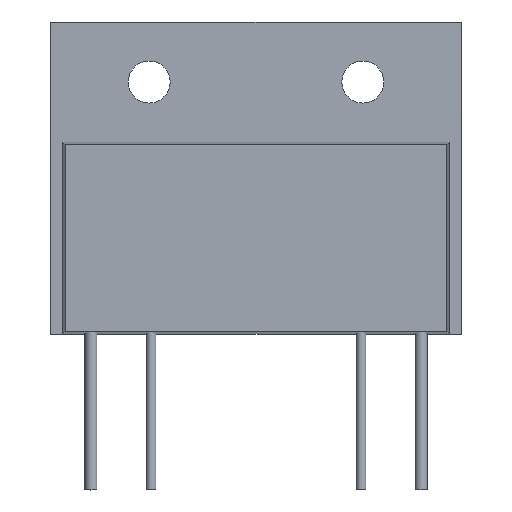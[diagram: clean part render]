
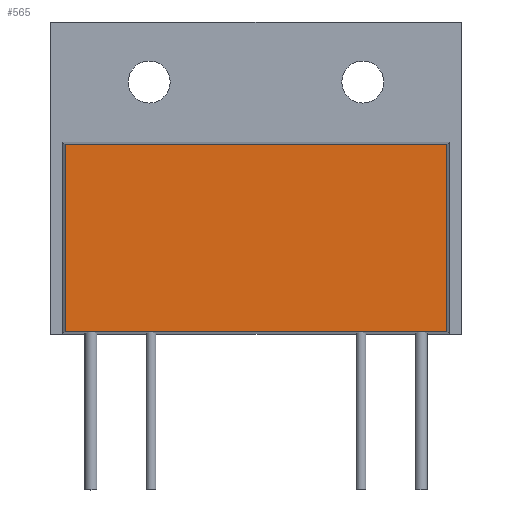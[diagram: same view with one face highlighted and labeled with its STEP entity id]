
A CAD part, top view. The second image highlights one B-rep face of the part: STEP entity #565.
In plain terms, the highlighted planar face has unit normal (0, 0, 1).
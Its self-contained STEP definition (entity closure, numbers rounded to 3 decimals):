
#435=CARTESIAN_POINT('',(15.9,8.2,2.13));
#436=VERTEX_POINT('',#435);
#437=CARTESIAN_POINT('',(-15.9,8.2,2.13));
#438=VERTEX_POINT('',#437);
#439=CARTESIAN_POINT('',(15.9,8.2,2.13));
#440=DIRECTION('',(-1.0,0.0,0.0));
#441=VECTOR('',#440,31.8);
#442=LINE('',#439,#441);
#443=EDGE_CURVE('',#436,#438,#442,.T.);
#483=CARTESIAN_POINT('',(15.9,23.8,2.13));
#484=VERTEX_POINT('',#483);
#491=CARTESIAN_POINT('',(15.9,23.8,2.13));
#492=DIRECTION('',(0.0,-1.0,0.0));
#493=VECTOR('',#492,15.6);
#494=LINE('',#491,#493);
#495=EDGE_CURVE('',#484,#436,#494,.T.);
#506=CARTESIAN_POINT('',(-15.9,23.8,2.13));
#507=VERTEX_POINT('',#506);
#508=CARTESIAN_POINT('',(-15.9,8.2,2.13));
#509=DIRECTION('',(0.0,1.0,0.0));
#510=VECTOR('',#509,15.6);
#511=LINE('',#508,#510);
#512=EDGE_CURVE('',#438,#507,#511,.T.);
#544=CARTESIAN_POINT('',(-15.9,23.8,2.13));
#545=DIRECTION('',(1.0,0.0,0.0));
#546=VECTOR('',#545,31.8);
#547=LINE('',#544,#546);
#548=EDGE_CURVE('',#507,#484,#547,.T.);
#554=CARTESIAN_POINT('',(16.1,8.,2.13));
#555=DIRECTION('',(0.0,0.0,1.0));
#556=DIRECTION('',(0.0,-1.0,0.0));
#557=AXIS2_PLACEMENT_3D('',#554,#555,#556);
#558=PLANE('',#557);
#559=ORIENTED_EDGE('',*,*,#443,.F.);
#560=ORIENTED_EDGE('',*,*,#495,.F.);
#561=ORIENTED_EDGE('',*,*,#548,.F.);
#562=ORIENTED_EDGE('',*,*,#512,.F.);
#563=EDGE_LOOP('',(#559,#560,#561,#562));
#564=FACE_OUTER_BOUND('',#563,.T.);
#565=ADVANCED_FACE('',(#564),#558,.T.);
